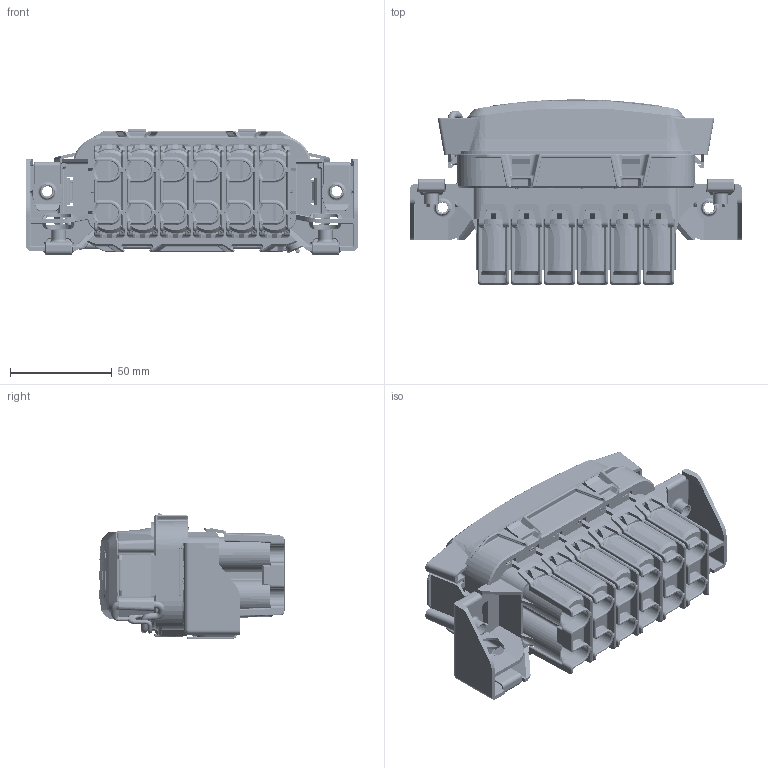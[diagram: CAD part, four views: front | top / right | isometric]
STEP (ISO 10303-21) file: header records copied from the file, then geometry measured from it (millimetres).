
FILE_DESCRIPTION((''),'2;1');
FILE_NAME('PDM-R_SERIES_D_HOUSING_EX_NCF_ASM','2024-05-07T13:57:09',('20077268'),(''),'CREO PARAMETRIC BY PTC INC, 2017110','CREO PARAMETRIC BY PTC INC, 2017110','');
FILE_SCHEMA(('CONFIG_CONTROL_DESIGN'));
Products named in the file (13): C26-1012-2D_SALES_NCF; C14-1013_INSTALLED_NCF; PDM-RS_INSTALLED_NCF_ASM; PDM-R4D01_NCF_ASM; C27-1012-1_NCF; PDM-TC_NCF_ASM; C02-1012-M_NCF; PDM-TMC_NCF_ASM; C38-1001_INSTALLED_NCF; PDM-SCT_INSTALLED_NCF_ASM; C38-1007_NCF; PDM-TT4_NCF_ASM; PDM-R_SERIES_D_HOUSING_EX_NCF_ASM
Assembly tree (20 placements, depth 4):
  PDM-R_SERIES_D_HOUSING_EX_NCF_ASM
    PDM-R4D01_NCF_ASM
      C26-1012-2D_SALES_NCF
      PDM-RS_INSTALLED_NCF_ASM
        C14-1013_INSTALLED_NCF
    PDM-TC_NCF_ASM
      C27-1012-1_NCF
    PDM-TMC_NCF_ASM  x4
      C02-1012-M_NCF
    PDM-SCT_INSTALLED_NCF_ASM
      C38-1001_INSTALLED_NCF
    PDM-TT4_NCF_ASM  x6
      C38-1007_NCF
Bounding box: 163 x 90.84 x 61.66 mm (x, y, z)
Volume: 203855.7 mm3; surface area: 187514.6 mm2
Topology: 14 solids, 14 shells, 6457 faces, 16349 edges, 9959 vertices
Faces by surface type: plane 2470, cylinder 1838, bspline 784, cone 687, torus 492, sphere 110, extrusion 76
Entity records: 150056 total; most frequent: CARTESIAN_POINT 45391, ORIENTED_EDGE 22456, DIRECTION 20905, EDGE_CURVE 11228, AXIS2_PLACEMENT_3D 7096, VERTEX_POINT 6901, VECTOR 6713, LINE 6637
